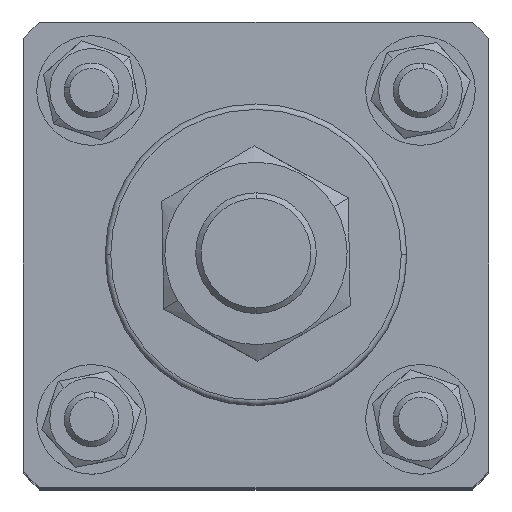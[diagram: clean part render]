
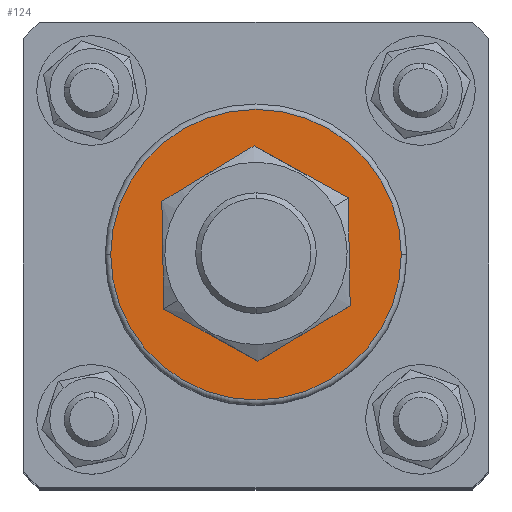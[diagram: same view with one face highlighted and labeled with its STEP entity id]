
A CAD part, top view. The second image highlights one B-rep face of the part: STEP entity #124.
In plain terms, the highlighted face is planar.
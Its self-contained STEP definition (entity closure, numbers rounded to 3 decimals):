
#124 = ADVANCED_FACE ( 'NONE', ( #5209, #5214 ), #6335, .T. ) ;
#311 = DIRECTION ( 'NONE',  ( -1., 0., 0. ) ) ;
#471 = CARTESIAN_POINT ( 'NONE',  ( 0., 0., -45.5 ) ) ;
#472 = DIRECTION ( 'NONE',  ( 0., 0., 1. ) ) ;
#473 = DIRECTION ( 'NONE',  ( -1., 0., 0. ) ) ;
#856 = EDGE_CURVE ( 'NONE', #6160, #5980, #5095, .T. ) ;
#986 = EDGE_CURVE ( 'NONE', #5981, #5977, #4865, .T. ) ;
#1281 = EDGE_CURVE ( 'NONE', #5980, #6160, #4435, .T. ) ;
#1330 = EDGE_CURVE ( 'NONE', #5977, #5981, #4365, .T. ) ;
#1694 = DIRECTION ( 'NONE',  ( 0., 0., -1. ) ) ;
#1843 = CARTESIAN_POINT ( 'NONE',  ( 0., 0., -45.5 ) ) ;
#1844 = DIRECTION ( 'NONE',  ( 0., 0., -1. ) ) ;
#1845 = DIRECTION ( 'NONE',  ( -1., 0., 0. ) ) ;
#2770 = CARTESIAN_POINT ( 'NONE',  ( -26.5, 0., -45.5 ) ) ;
#2775 = CARTESIAN_POINT ( 'NONE',  ( 13.5, 0., -45.5 ) ) ;
#2783 = CARTESIAN_POINT ( 'NONE',  ( -13.5, 0., -45.5 ) ) ;
#2853 = CARTESIAN_POINT ( 'NONE',  ( 26.5, 0., -45.5 ) ) ;
#3103 = AXIS2_PLACEMENT_3D ( 'NONE', #4059, #1694, #311 ) ;
#3126 = AXIS2_PLACEMENT_3D ( 'NONE', #471, #472, #473 ) ;
#3617 = AXIS2_PLACEMENT_3D ( 'NONE', #6329, #6337, #6338 ) ;
#3862 = CARTESIAN_POINT ( 'NONE',  ( 0., 0., -45.5 ) ) ;
#3863 = DIRECTION ( 'NONE',  ( 0., 0., 1. ) ) ;
#3864 = DIRECTION ( 'NONE',  ( -1., 0., 0. ) ) ;
#4059 = CARTESIAN_POINT ( 'NONE',  ( 0., 0., -45.5 ) ) ;
#4365 = CIRCLE ( 'NONE', #3126, 13.5 ) ;
#4435 = CIRCLE ( 'NONE', #3103, 26.5 ) ;
#4486 = AXIS2_PLACEMENT_3D ( 'NONE', #3862, #3863, #3864 ) ;
#4649 = ORIENTED_EDGE ( 'NONE', *, *, #1281, .T. ) ;
#4742 = EDGE_LOOP ( 'NONE', ( #4649, #5963 ) ) ;
#4865 = CIRCLE ( 'NONE', #4486, 13.5 ) ;
#5095 = CIRCLE ( 'NONE', #5331, 26.5 ) ;
#5209 = FACE_BOUND ( 'NONE', #5405, .T. ) ;
#5214 = FACE_OUTER_BOUND ( 'NONE', #4742, .T. ) ;
#5331 = AXIS2_PLACEMENT_3D ( 'NONE', #1843, #1844, #1845 ) ;
#5405 = EDGE_LOOP ( 'NONE', ( #5795, #5796 ) ) ;
#5795 = ORIENTED_EDGE ( 'NONE', *, *, #986, .T. ) ;
#5796 = ORIENTED_EDGE ( 'NONE', *, *, #1330, .T. ) ;
#5963 = ORIENTED_EDGE ( 'NONE', *, *, #856, .T. ) ;
#5977 = VERTEX_POINT ( 'NONE', #2775 ) ;
#5980 = VERTEX_POINT ( 'NONE', #2770 ) ;
#5981 = VERTEX_POINT ( 'NONE', #2783 ) ;
#6160 = VERTEX_POINT ( 'NONE', #2853 ) ;
#6329 = CARTESIAN_POINT ( 'NONE',  ( 0., 0., -45.5 ) ) ;
#6335 = PLANE ( 'NONE',  #3617 ) ;
#6337 = DIRECTION ( 'NONE',  ( 0., 0., -1. ) ) ;
#6338 = DIRECTION ( 'NONE',  ( -1., 0., 0. ) ) ;
